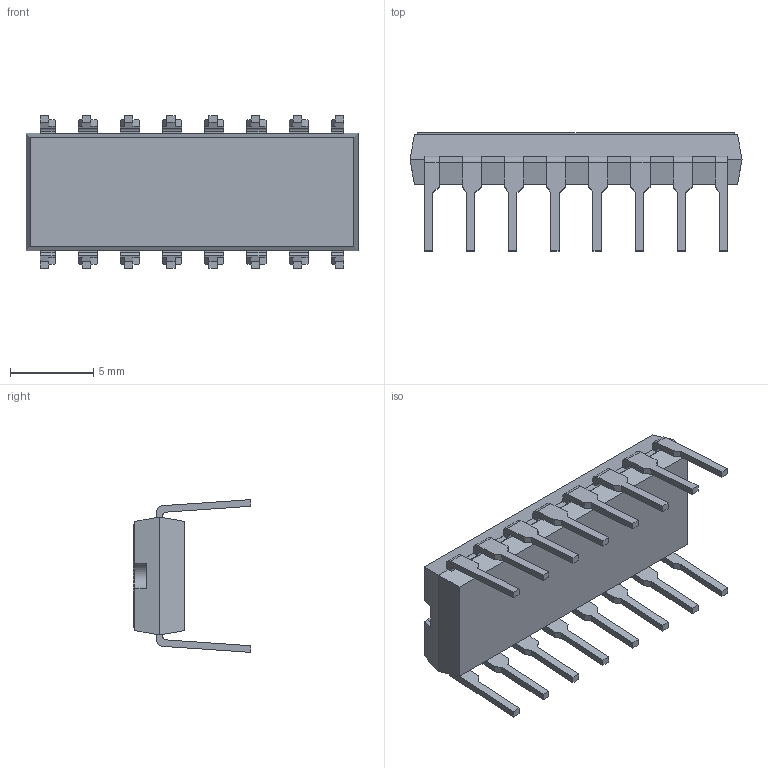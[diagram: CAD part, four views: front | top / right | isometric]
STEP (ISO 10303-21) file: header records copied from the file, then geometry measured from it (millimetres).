
FILE_DESCRIPTION (( 'STEP AP214' ), '1' );
FILE_NAME ('L293D v1.STEP', '2021-10-21T20:36:24', ( '' ), ( '' ), 'SwSTEP 2.0', 'SolidWorks 2020', '' );
FILE_SCHEMA (( 'AUTOMOTIVE_DESIGN' ));
Length unit declared in the file: inch
Products named in the file (1): L293D v1
Bounding box: 20 x 7.1 x 9.2 mm (x, y, z)
Volume: 441.9 mm3; surface area: 635.2 mm2
Topology: 1 solids, 1 shells, 465 faces, 1300 edges, 856 vertices
Faces by surface type: plane 280, bspline 147, cylinder 38
Entity records: 18907 total; most frequent: CARTESIAN_POINT 5121, ORIENTED_EDGE 2600, DIRECTION 1720, EDGE_CURVE 1300, VECTOR 930, LINE 930, VERTEX_POINT 856, EDGE_LOOP 484
